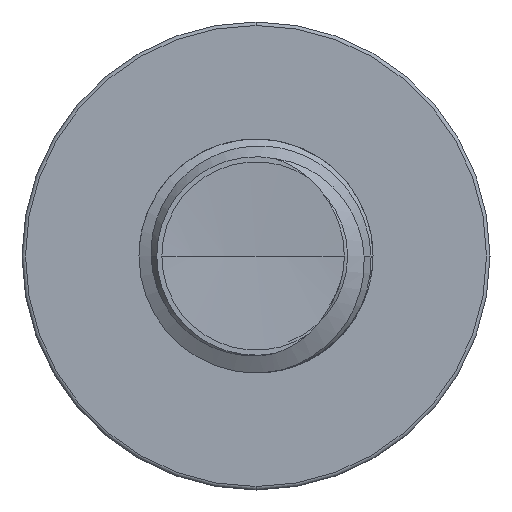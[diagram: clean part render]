
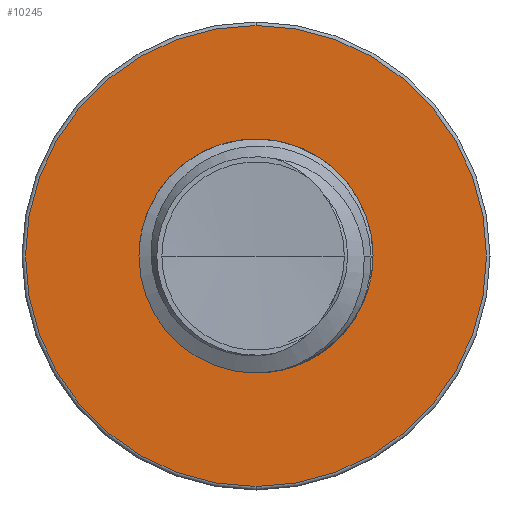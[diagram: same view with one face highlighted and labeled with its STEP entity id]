
A CAD part, front view. The second image highlights one B-rep face of the part: STEP entity #10245.
In plain terms, the highlighted planar face has unit normal (0, -1, 0).
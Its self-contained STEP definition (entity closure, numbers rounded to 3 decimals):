
#47 = AXIS2_PLACEMENT_3D ( 'NONE', #2058, #4618, #12918 ) ;
#308 = EDGE_CURVE ( 'NONE', #12350, #14743, #10134, .T. ) ;
#745 = VERTEX_POINT ( 'NONE', #3496 ) ;
#1128 = FACE_BOUND ( 'NONE', #8345, .T. ) ;
#1264 = EDGE_CURVE ( 'NONE', #5996, #745, #6780, .T. ) ;
#1312 = CIRCLE ( 'NONE', #3749, 1.97 ) ;
#1603 = DIRECTION ( 'NONE',  ( 0., 0., -1. ) ) ;
#1620 = DIRECTION ( 'NONE',  ( 0., -1., 0. ) ) ;
#1633 = CARTESIAN_POINT ( 'NONE',  ( 0., 2.5, 0. ) ) ;
#1705 = AXIS2_PLACEMENT_3D ( 'NONE', #4758, #4607, #4551 ) ;
#2058 = CARTESIAN_POINT ( 'NONE',  ( 0., 2.5, 0.969 ) ) ;
#2897 = CIRCLE ( 'NONE', #10188, 0.969 ) ;
#3496 = CARTESIAN_POINT ( 'NONE',  ( 0., 2.5, -0.969 ) ) ;
#3522 = ORIENTED_EDGE ( 'NONE', *, *, #308, .T. ) ;
#3749 = AXIS2_PLACEMENT_3D ( 'NONE', #3957, #12327, #5241 ) ;
#3957 = CARTESIAN_POINT ( 'NONE',  ( 0., 2.5, 0. ) ) ;
#4322 = EDGE_CURVE ( 'NONE', #745, #5996, #2897, .T. ) ;
#4551 = DIRECTION ( 'NONE',  ( 0., 0., -1. ) ) ;
#4607 = DIRECTION ( 'NONE',  ( 0., -1., 0. ) ) ;
#4618 = DIRECTION ( 'NONE',  ( 0., -1., 0. ) ) ;
#4758 = CARTESIAN_POINT ( 'NONE',  ( 0., 2.5, 0. ) ) ;
#5241 = DIRECTION ( 'NONE',  ( 0., 0., -1. ) ) ;
#5996 = VERTEX_POINT ( 'NONE', #11884 ) ;
#6031 = ORIENTED_EDGE ( 'NONE', *, *, #8155, .T. ) ;
#6780 = CIRCLE ( 'NONE', #11945, 0.969 ) ;
#6885 = CARTESIAN_POINT ( 'NONE',  ( 0., 2.5, -1.97 ) ) ;
#6982 = PLANE ( 'NONE',  #47 ) ;
#7148 = CARTESIAN_POINT ( 'NONE',  ( 0., 2.5, 0. ) ) ;
#7169 = ORIENTED_EDGE ( 'NONE', *, *, #1264, .F. ) ;
#7660 = FACE_OUTER_BOUND ( 'NONE', #13241, .T. ) ;
#8155 = EDGE_CURVE ( 'NONE', #14743, #12350, #1312, .T. ) ;
#8335 = DIRECTION ( 'NONE',  ( 0., 0., -1. ) ) ;
#8345 = EDGE_LOOP ( 'NONE', ( #12074, #7169 ) ) ;
#10134 = CIRCLE ( 'NONE', #1705, 1.97 ) ;
#10188 = AXIS2_PLACEMENT_3D ( 'NONE', #7148, #15345, #8335 ) ;
#10245 = ADVANCED_FACE ( 'NONE', ( #7660, #1128 ), #6982, .T. ) ;
#10568 = CARTESIAN_POINT ( 'NONE',  ( 0., 2.5, 1.97 ) ) ;
#11884 = CARTESIAN_POINT ( 'NONE',  ( 0., 2.5, 0.969 ) ) ;
#11945 = AXIS2_PLACEMENT_3D ( 'NONE', #1633, #1620, #1603 ) ;
#12074 = ORIENTED_EDGE ( 'NONE', *, *, #4322, .F. ) ;
#12327 = DIRECTION ( 'NONE',  ( 0., -1., 0. ) ) ;
#12350 = VERTEX_POINT ( 'NONE', #10568 ) ;
#12918 = DIRECTION ( 'NONE',  ( 0., 0., -1. ) ) ;
#13241 = EDGE_LOOP ( 'NONE', ( #6031, #3522 ) ) ;
#14743 = VERTEX_POINT ( 'NONE', #6885 ) ;
#15345 = DIRECTION ( 'NONE',  ( 0., -1., 0. ) ) ;
